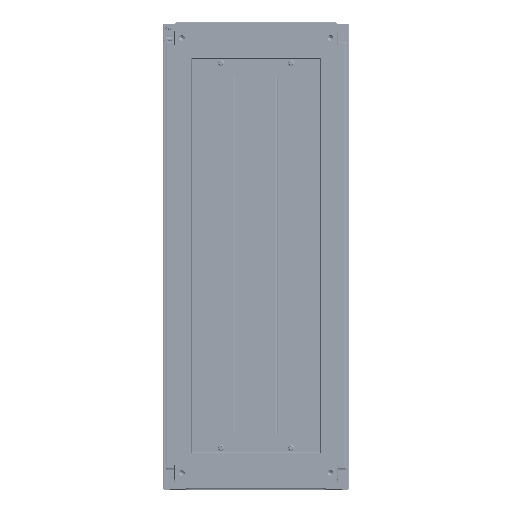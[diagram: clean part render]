
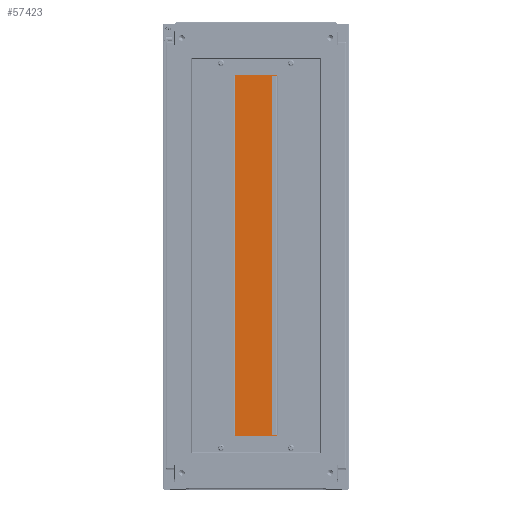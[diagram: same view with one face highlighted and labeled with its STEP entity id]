
A CAD part, top view. The second image highlights one B-rep face of the part: STEP entity #57423.
In plain terms, the highlighted face is planar.
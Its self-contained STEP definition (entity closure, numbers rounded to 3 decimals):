
#80 = CARTESIAN_POINT ( 'NONE',  ( -400., 49., 1.5 ) ) ;
#89 = DIRECTION ( 'NONE',  ( -1., 0., 0. ) ) ;
#123 = CARTESIAN_POINT ( 'NONE',  ( -400., 49., 1.5 ) ) ;
#125 = DIRECTION ( 'NONE',  ( 0., -1., 0. ) ) ;
#140 = CARTESIAN_POINT ( 'NONE',  ( -400., -49., 1.5 ) ) ;
#143 = DIRECTION ( 'NONE',  ( 1., 0., 0. ) ) ;
#151 = CARTESIAN_POINT ( 'NONE',  ( 385., -48., 1.5 ) ) ;
#153 = DIRECTION ( 'NONE',  ( 0., -1., 0. ) ) ;
#162 = CARTESIAN_POINT ( 'NONE',  ( 400., 49., 1.5 ) ) ;
#174 = CARTESIAN_POINT ( 'NONE',  ( 385., -47.99, 1.5 ) ) ;
#177 = DIRECTION ( 'NONE',  ( -1., 0., 0. ) ) ;
#185 = DIRECTION ( 'NONE',  ( 0., 1., 0. ) ) ;
#204 = CARTESIAN_POINT ( 'NONE',  ( -400., -49., 1.5 ) ) ;
#206 = DIRECTION ( 'NONE',  ( 1., 0., 0. ) ) ;
#213 = CARTESIAN_POINT ( 'NONE',  ( -385., -48., 1.5 ) ) ;
#214 = DIRECTION ( 'NONE',  ( 0., -1., 0. ) ) ;
#15207 = EDGE_CURVE ( 'NONE', #28309, #28307, #70012, .T. ) ;
#15215 = EDGE_CURVE ( 'NONE', #28307, #28311, #70078, .T. ) ;
#15220 = EDGE_CURVE ( 'NONE', #28217, #28306, #70104, .T. ) ;
#15223 = EDGE_CURVE ( 'NONE', #28232, #28217, #70114, .T. ) ;
#15227 = EDGE_CURVE ( 'NONE', #28232, #28208, #70101, .T. ) ;
#15231 = EDGE_CURVE ( 'NONE', #28306, #28309, #70128, .T. ) ;
#15235 = EDGE_CURVE ( 'NONE', #28311, #28207, #70125, .T. ) ;
#15239 = EDGE_CURVE ( 'NONE', #28208, #28207, #70156, .T. ) ;
#28207 = VERTEX_POINT ( 'NONE', #111564 ) ;
#28208 = VERTEX_POINT ( 'NONE', #111567 ) ;
#28217 = VERTEX_POINT ( 'NONE', #111589 ) ;
#28232 = VERTEX_POINT ( 'NONE', #111627 ) ;
#28306 = VERTEX_POINT ( 'NONE', #111816 ) ;
#28307 = VERTEX_POINT ( 'NONE', #111818 ) ;
#28309 = VERTEX_POINT ( 'NONE', #111823 ) ;
#28311 = VERTEX_POINT ( 'NONE', #111828 ) ;
#38435 = EDGE_LOOP ( 'NONE', ( #117708, #117277, #117279, #117655, #117268, #117270, #117776, #117724 ) ) ;
#57423 = ADVANCED_FACE ( 'NONE', ( #125682 ), #127340, .T. ) ;
#70012 = LINE ( 'NONE', #80, #70067 ) ;
#70067 = VECTOR ( 'NONE', #89, 1000. ) ;
#70069 = VECTOR ( 'NONE', #125, 1000. ) ;
#70071 = VECTOR ( 'NONE', #177, 1000. ) ;
#70078 = LINE ( 'NONE', #123, #70069 ) ;
#70101 = LINE ( 'NONE', #174, #70071 ) ;
#70104 = LINE ( 'NONE', #140, #70107 ) ;
#70107 = VECTOR ( 'NONE', #143, 1000. ) ;
#70114 = LINE ( 'NONE', #151, #70117 ) ;
#70117 = VECTOR ( 'NONE', #153, 1000. ) ;
#70125 = LINE ( 'NONE', #204, #70138 ) ;
#70128 = LINE ( 'NONE', #162, #70136 ) ;
#70136 = VECTOR ( 'NONE', #185, 1000. ) ;
#70138 = VECTOR ( 'NONE', #206, 1000. ) ;
#70156 = LINE ( 'NONE', #213, #70158 ) ;
#70158 = VECTOR ( 'NONE', #214, 1000. ) ;
#111564 = CARTESIAN_POINT ( 'NONE',  ( -385., -49., 1.5 ) ) ;
#111567 = CARTESIAN_POINT ( 'NONE',  ( -385., -47.99, 1.5 ) ) ;
#111589 = CARTESIAN_POINT ( 'NONE',  ( 385., -49., 1.5 ) ) ;
#111627 = CARTESIAN_POINT ( 'NONE',  ( 385., -47.99, 1.5 ) ) ;
#111816 = CARTESIAN_POINT ( 'NONE',  ( 400., -49., 1.5 ) ) ;
#111818 = CARTESIAN_POINT ( 'NONE',  ( -400., 49., 1.5 ) ) ;
#111823 = CARTESIAN_POINT ( 'NONE',  ( 400., 49., 1.5 ) ) ;
#111828 = CARTESIAN_POINT ( 'NONE',  ( -400., -49., 1.5 ) ) ;
#117268 = ORIENTED_EDGE ( 'NONE', *, *, #15207, .T. ) ;
#117270 = ORIENTED_EDGE ( 'NONE', *, *, #15215, .T. ) ;
#117277 = ORIENTED_EDGE ( 'NONE', *, *, #15223, .T. ) ;
#117279 = ORIENTED_EDGE ( 'NONE', *, *, #15220, .T. ) ;
#117655 = ORIENTED_EDGE ( 'NONE', *, *, #15231, .T. ) ;
#117708 = ORIENTED_EDGE ( 'NONE', *, *, #15227, .F. ) ;
#117724 = ORIENTED_EDGE ( 'NONE', *, *, #15239, .F. ) ;
#117776 = ORIENTED_EDGE ( 'NONE', *, *, #15235, .T. ) ;
#125682 = FACE_OUTER_BOUND ( 'NONE', #38435, .T. ) ;
#127325 = CARTESIAN_POINT ( 'NONE',  ( -400., -49., 1.5 ) ) ;
#127340 = PLANE ( 'NONE',  #129579 ) ;
#127345 = DIRECTION ( 'NONE',  ( 0., 0., 1. ) ) ;
#127346 = DIRECTION ( 'NONE',  ( 1., 0., 0. ) ) ;
#129579 = AXIS2_PLACEMENT_3D ( 'NONE', #127325, #127345, #127346 ) ;
